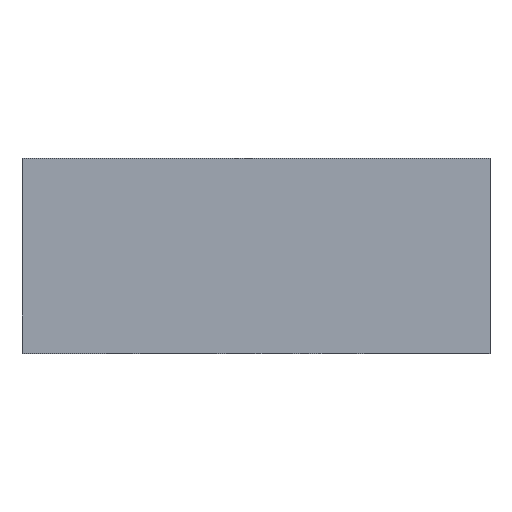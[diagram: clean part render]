
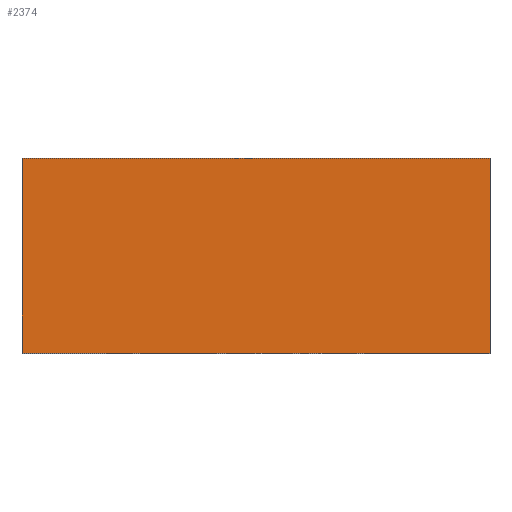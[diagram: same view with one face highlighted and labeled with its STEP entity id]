
A CAD part, top view. The second image highlights one B-rep face of the part: STEP entity #2374.
In plain terms, the highlighted planar face has unit normal (0, 0, 1).
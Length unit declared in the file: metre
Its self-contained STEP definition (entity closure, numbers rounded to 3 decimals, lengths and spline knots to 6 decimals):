
#243=LINE('',#3994,#436);
#244=LINE('',#3997,#437);
#245=LINE('',#3999,#438);
#246=LINE('',#4001,#439);
#436=VECTOR('',#2816,1.);
#437=VECTOR('',#2817,1.);
#438=VECTOR('',#2818,1.);
#439=VECTOR('',#2819,1.);
#521=PLANE('',#2467);
#887=ORIENTED_EDGE('',*,*,#1207,.T.);
#888=ORIENTED_EDGE('',*,*,#1208,.F.);
#889=ORIENTED_EDGE('',*,*,#1209,.F.);
#890=ORIENTED_EDGE('',*,*,#1210,.T.);
#1207=EDGE_CURVE('',#1367,#1368,#243,.T.);
#1208=EDGE_CURVE('',#1369,#1368,#244,.T.);
#1209=EDGE_CURVE('',#1370,#1369,#245,.T.);
#1210=EDGE_CURVE('',#1370,#1367,#246,.T.);
#1367=VERTEX_POINT('',#3995);
#1368=VERTEX_POINT('',#3996);
#1369=VERTEX_POINT('',#3998);
#1370=VERTEX_POINT('',#4000);
#1479=EDGE_LOOP('',(#887,#888,#889,#890));
#1592=FACE_BOUND('',#1479,.T.);
#2374=ADVANCED_FACE('',(#1592),#521,.F.);
#2467=AXIS2_PLACEMENT_3D('',#3993,#2814,#2815);
#2814=DIRECTION('',(0.,0.,-1.));
#2815=DIRECTION('',(-1.,0.,0.));
#2816=DIRECTION('',(-1.,0.,0.));
#2817=DIRECTION('',(0.,1.,0.));
#2818=DIRECTION('',(-1.,0.,0.));
#2819=DIRECTION('',(0.,1.,0.));
#3993=CARTESIAN_POINT('',(0.009,-0.00375,0.00675));
#3994=CARTESIAN_POINT('',(0.009,0.00375,0.00675));
#3995=CARTESIAN_POINT('',(0.009,0.00375,0.00675));
#3996=CARTESIAN_POINT('',(-0.009,0.00375,0.00675));
#3997=CARTESIAN_POINT('',(-0.009,-0.00375,0.00675));
#3998=CARTESIAN_POINT('',(-0.009,-0.00375,0.00675));
#3999=CARTESIAN_POINT('',(0.009,-0.00375,0.00675));
#4000=CARTESIAN_POINT('',(0.009,-0.00375,0.00675));
#4001=CARTESIAN_POINT('',(0.009,-0.00375,0.00675));
